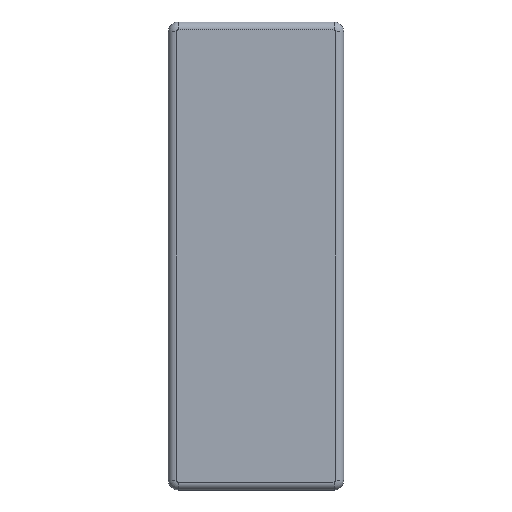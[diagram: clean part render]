
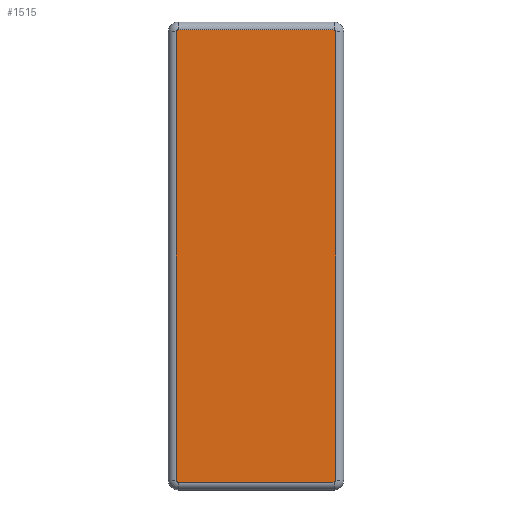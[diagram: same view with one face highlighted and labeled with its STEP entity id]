
A CAD part, front view. The second image highlights one B-rep face of the part: STEP entity #1515.
In plain terms, the highlighted planar face has unit normal (0, -1, 0).
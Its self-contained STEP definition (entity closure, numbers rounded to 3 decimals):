
#221 = ORIENTED_EDGE ( 'NONE', *, *, #223, .T. ) ;
#223 = EDGE_CURVE ( 'NONE', #1508, #1721, #697, .T. ) ;
#694 = DIRECTION ( 'NONE',  ( 0., 0., 1. ) ) ;
#695 = VECTOR ( 'NONE', #694, 1000. ) ;
#696 = CARTESIAN_POINT ( 'NONE',  ( 20.5, 0., 60. ) ) ;
#697 = LINE ( 'NONE', #696, #695 ) ;
#801 = CARTESIAN_POINT ( 'NONE',  ( 20.5, 0., -57.5 ) ) ;
#828 = DIRECTION ( 'NONE',  ( 0., 0., -1. ) ) ;
#831 = PLANE ( 'NONE',  #849 ) ;
#843 = DIRECTION ( 'NONE',  ( 0., -1., 0. ) ) ;
#846 = FACE_OUTER_BOUND ( 'NONE', #1520, .T. ) ;
#847 = CARTESIAN_POINT ( 'NONE',  ( -22.5, 0., -60. ) ) ;
#849 = AXIS2_PLACEMENT_3D ( 'NONE', #847, #843, #828 ) ;
#1165 = DIRECTION ( 'NONE',  ( 0., 0., -1. ) ) ;
#1166 = DIRECTION ( 'NONE',  ( 0., 1., 0. ) ) ;
#1176 = AXIS2_PLACEMENT_3D ( 'NONE', #1180, #1166, #1165 ) ;
#1180 = CARTESIAN_POINT ( 'NONE',  ( 20., 0., -57.5 ) ) ;
#1181 = CIRCLE ( 'NONE', #1176, 0.5 ) ;
#1216 = CARTESIAN_POINT ( 'NONE',  ( 20.5, 0., 57.5 ) ) ;
#1217 = CARTESIAN_POINT ( 'NONE',  ( -20., 0., -58. ) ) ;
#1218 = CARTESIAN_POINT ( 'NONE',  ( 20., 0., -58. ) ) ;
#1223 = CARTESIAN_POINT ( 'NONE',  ( -20.5, 0., -57.5 ) ) ;
#1224 = CIRCLE ( 'NONE', #1253, 0.5 ) ;
#1225 = CARTESIAN_POINT ( 'NONE',  ( 20., 0., 58. ) ) ;
#1228 = CARTESIAN_POINT ( 'NONE',  ( -20., 0., 58. ) ) ;
#1251 = DIRECTION ( 'NONE',  ( 0., 0., -1. ) ) ;
#1252 = DIRECTION ( 'NONE',  ( 0., 1., 0. ) ) ;
#1253 = AXIS2_PLACEMENT_3D ( 'NONE', #1259, #1252, #1251 ) ;
#1259 = CARTESIAN_POINT ( 'NONE',  ( 20., 0., 57.5 ) ) ;
#1295 = DIRECTION ( 'NONE',  ( 0., 0., -1. ) ) ;
#1296 = DIRECTION ( 'NONE',  ( 0., 1., 0. ) ) ;
#1299 = CARTESIAN_POINT ( 'NONE',  ( -20., 0., 57.5 ) ) ;
#1303 = AXIS2_PLACEMENT_3D ( 'NONE', #1299, #1296, #1295 ) ;
#1304 = DIRECTION ( 'NONE',  ( 0., 0., -1. ) ) ;
#1305 = DIRECTION ( 'NONE',  ( 1., 0., 0. ) ) ;
#1306 = VECTOR ( 'NONE', #1305, 1000. ) ;
#1307 = CARTESIAN_POINT ( 'NONE',  ( -20.5, 0., 57.5 ) ) ;
#1308 = VECTOR ( 'NONE', #1304, 1000. ) ;
#1309 = DIRECTION ( 'NONE',  ( 0., 0., -1. ) ) ;
#1310 = DIRECTION ( 'NONE',  ( 0., 1., 0. ) ) ;
#1311 = CIRCLE ( 'NONE', #1303, 0.5 ) ;
#1312 = LINE ( 'NONE', #1322, #1308 ) ;
#1313 = CARTESIAN_POINT ( 'NONE',  ( 22.5, 0., -58. ) ) ;
#1314 = LINE ( 'NONE', #1313, #1306 ) ;
#1320 = AXIS2_PLACEMENT_3D ( 'NONE', #1321, #1310, #1309 ) ;
#1321 = CARTESIAN_POINT ( 'NONE',  ( -20., 0., -57.5 ) ) ;
#1322 = CARTESIAN_POINT ( 'NONE',  ( -20.5, 0., -60. ) ) ;
#1324 = CIRCLE ( 'NONE', #1320, 0.5 ) ;
#1342 = DIRECTION ( 'NONE',  ( -1., 0., 0. ) ) ;
#1343 = VECTOR ( 'NONE', #1342, 1000. ) ;
#1344 = LINE ( 'NONE', #1352, #1343 ) ;
#1352 = CARTESIAN_POINT ( 'NONE',  ( -22.5, 0., 58. ) ) ;
#1508 = VERTEX_POINT ( 'NONE', #801 ) ;
#1515 = ADVANCED_FACE ( 'NONE', ( #846 ), #831, .T. ) ;
#1517 = ORIENTED_EDGE ( 'NONE', *, *, #1706, .F. ) ;
#1520 = EDGE_LOOP ( 'NONE', ( #1722, #1782, #1778, #1777, #1784, #1783, #1517, #221 ) ) ;
#1706 = EDGE_CURVE ( 'NONE', #1508, #1718, #1181, .T. ) ;
#1712 = VERTEX_POINT ( 'NONE', #1223 ) ;
#1713 = VERTEX_POINT ( 'NONE', #1228 ) ;
#1716 = VERTEX_POINT ( 'NONE', #1225 ) ;
#1718 = VERTEX_POINT ( 'NONE', #1218 ) ;
#1719 = VERTEX_POINT ( 'NONE', #1217 ) ;
#1721 = VERTEX_POINT ( 'NONE', #1216 ) ;
#1722 = ORIENTED_EDGE ( 'NONE', *, *, #1730, .F. ) ;
#1730 = EDGE_CURVE ( 'NONE', #1716, #1721, #1224, .T. ) ;
#1775 = EDGE_CURVE ( 'NONE', #1719, #1712, #1324, .T. ) ;
#1776 = EDGE_CURVE ( 'NONE', #1719, #1718, #1314, .T. ) ;
#1777 = ORIENTED_EDGE ( 'NONE', *, *, #1779, .T. ) ;
#1778 = ORIENTED_EDGE ( 'NONE', *, *, #1781, .F. ) ;
#1779 = EDGE_CURVE ( 'NONE', #1780, #1712, #1312, .T. ) ;
#1780 = VERTEX_POINT ( 'NONE', #1307 ) ;
#1781 = EDGE_CURVE ( 'NONE', #1780, #1713, #1311, .T. ) ;
#1782 = ORIENTED_EDGE ( 'NONE', *, *, #1790, .T. ) ;
#1783 = ORIENTED_EDGE ( 'NONE', *, *, #1776, .T. ) ;
#1784 = ORIENTED_EDGE ( 'NONE', *, *, #1775, .F. ) ;
#1790 = EDGE_CURVE ( 'NONE', #1716, #1713, #1344, .T. ) ;
